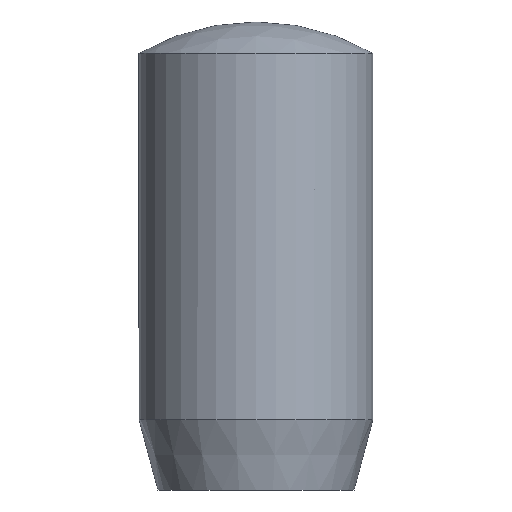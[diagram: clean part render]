
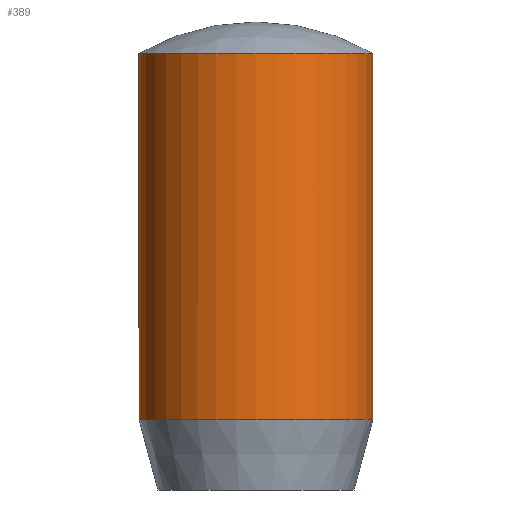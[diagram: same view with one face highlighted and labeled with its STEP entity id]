
A CAD part, front view. The second image highlights one B-rep face of the part: STEP entity #389.
In plain terms, the highlighted cylindrical face has radius 5 mm (diameter 10 mm), a partial arc.
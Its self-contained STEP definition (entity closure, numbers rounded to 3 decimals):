
#6 = ORIENTED_EDGE ( 'NONE', *, *, #135, .T. ) ;
#27 = EDGE_CURVE ( 'NONE', #848, #547, #599, .T. ) ;
#132 = FACE_OUTER_BOUND ( 'NONE', #542, .T. ) ;
#135 = EDGE_CURVE ( 'NONE', #293, #848, #680, .T. ) ;
#139 = CARTESIAN_POINT ( 'NONE',  ( -5., 0., -7. ) ) ;
#140 = VECTOR ( 'NONE', #333, 1000. ) ;
#145 = DIRECTION ( 'NONE',  ( 1., 0., 0. ) ) ;
#149 = DIRECTION ( 'NONE',  ( 0., 0., 1. ) ) ;
#183 = CARTESIAN_POINT ( 'NONE',  ( 0., 0., -7. ) ) ;
#191 = DIRECTION ( 'NONE',  ( 0., 0., -1. ) ) ;
#226 = CARTESIAN_POINT ( 'NONE',  ( 0., 0., 10. ) ) ;
#241 = CARTESIAN_POINT ( 'NONE',  ( 5., 0., -7. ) ) ;
#293 = VERTEX_POINT ( 'NONE', #745 ) ;
#296 = CARTESIAN_POINT ( 'NONE',  ( 0., 0., 8.66 ) ) ;
#303 = CARTESIAN_POINT ( 'NONE',  ( 5., 0., 8.66 ) ) ;
#333 = DIRECTION ( 'NONE',  ( 0., 0., -1. ) ) ;
#361 = ORIENTED_EDGE ( 'NONE', *, *, #742, .F. ) ;
#364 = DIRECTION ( 'NONE',  ( -1., 0., 0. ) ) ;
#389 = ADVANCED_FACE ( 'NONE', ( #132 ), #635, .T. ) ;
#391 = CARTESIAN_POINT ( 'NONE',  ( -5., 0., 10. ) ) ;
#402 = CARTESIAN_POINT ( 'NONE',  ( 5., 0., 10. ) ) ;
#416 = EDGE_CURVE ( 'NONE', #509, #293, #452, .T. ) ;
#427 = DIRECTION ( 'NONE',  ( -1., 0., 0. ) ) ;
#450 = AXIS2_PLACEMENT_3D ( 'NONE', #226, #573, #427 ) ;
#452 = CIRCLE ( 'NONE', #465, 5. ) ;
#465 = AXIS2_PLACEMENT_3D ( 'NONE', #296, #762, #364 ) ;
#481 = ORIENTED_EDGE ( 'NONE', *, *, #27, .T. ) ;
#509 = VERTEX_POINT ( 'NONE', #303 ) ;
#542 = EDGE_LOOP ( 'NONE', ( #361, #823, #6, #481 ) ) ;
#547 = VERTEX_POINT ( 'NONE', #241 ) ;
#573 = DIRECTION ( 'NONE',  ( 0., 0., -1. ) ) ;
#599 = CIRCLE ( 'NONE', #788, 5. ) ;
#635 = CYLINDRICAL_SURFACE ( 'NONE', #450, 5. ) ;
#663 = LINE ( 'NONE', #402, #140 ) ;
#664 = VECTOR ( 'NONE', #191, 1000. ) ;
#680 = LINE ( 'NONE', #391, #664 ) ;
#742 = EDGE_CURVE ( 'NONE', #509, #547, #663, .T. ) ;
#745 = CARTESIAN_POINT ( 'NONE',  ( -5., 0., 8.66 ) ) ;
#762 = DIRECTION ( 'NONE',  ( 0., 0., -1. ) ) ;
#788 = AXIS2_PLACEMENT_3D ( 'NONE', #183, #149, #145 ) ;
#823 = ORIENTED_EDGE ( 'NONE', *, *, #416, .T. ) ;
#848 = VERTEX_POINT ( 'NONE', #139 ) ;
